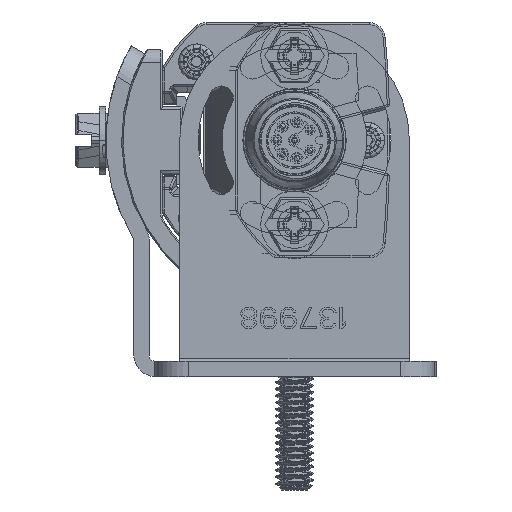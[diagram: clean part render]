
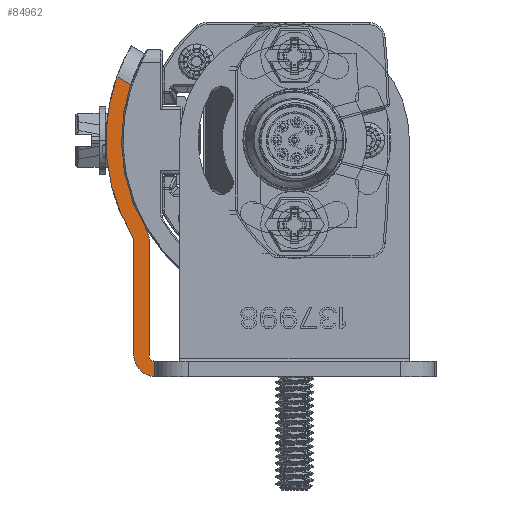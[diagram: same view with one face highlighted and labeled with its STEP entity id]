
A CAD part, front view. The second image highlights one B-rep face of the part: STEP entity #84962.
In plain terms, the highlighted face is planar.
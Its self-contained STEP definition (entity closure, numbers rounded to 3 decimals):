
#80261=DIRECTION('',(0.866,0.5,0.));
#80262=VECTOR('',#80261,2.341);
#80263=CARTESIAN_POINT('',(24.243,8.223,-15.));
#80264=LINE('',#80263,#80262);
#80265=CARTESIAN_POINT('',(0.,0.,-15.));
#80266=DIRECTION('',(0.,0.,-1.));
#80267=DIRECTION('',(0.947,0.321,0.));
#80268=AXIS2_PLACEMENT_3D('',#80265,#80266,#80267);
#80270=CARTESIAN_POINT('',(24.8,-14.838,-15.));
#80271=DIRECTION('',(0.,0.,-1.));
#80272=DIRECTION('',(-1.,0.,0.));
#80273=AXIS2_PLACEMENT_3D('',#80270,#80271,#80272);
#80275=DIRECTION('',(0.,-1.,0.));
#80276=VECTOR('',#80275,17.062);
#80277=CARTESIAN_POINT('',(21.5,-14.838,-15.));
#80278=LINE('',#80277,#80276);
#80279=DIRECTION('',(-1.,0.,0.));
#80280=VECTOR('',#80279,36.7);
#80281=CARTESIAN_POINT('',(20.7,-32.7,-15.));
#80282=LINE('',#80281,#80280);
#80283=DIRECTION('',(0.,1.,0.));
#80284=VECTOR('',#80283,2.3);
#80285=CARTESIAN_POINT('',(-16.,-35.,-15.));
#80286=LINE('',#80285,#80284);
#80287=DIRECTION('',(1.,0.,0.));
#80288=VECTOR('',#80287,36.5);
#80289=CARTESIAN_POINT('',(-16.,-35.,-15.));
#80290=LINE('',#80289,#80288);
#80291=CARTESIAN_POINT('',(20.5,-31.7,-15.));
#80292=DIRECTION('',(0.,0.,-1.));
#80293=DIRECTION('',(1.,0.,0.));
#80294=AXIS2_PLACEMENT_3D('',#80291,#80292,#80293);
#80296=DIRECTION('',(0.,1.,0.));
#80297=VECTOR('',#80296,16.917);
#80298=CARTESIAN_POINT('',(23.8,-31.7,-15.));
#80299=LINE('',#80298,#80297);
#80300=CARTESIAN_POINT('',(0.,0.,-15.));
#80301=DIRECTION('',(0.,0.,1.));
#80302=DIRECTION('',(0.857,-0.515,0.));
#80303=AXIS2_PLACEMENT_3D('',#80300,#80301,#80302);
#80317=CARTESIAN_POINT('',(26.271,9.394,-15.));
#80369=CARTESIAN_POINT('',(24.243,8.223,-15.));
#80429=CARTESIAN_POINT('',(24.6,-14.783,-15.));
#80430=DIRECTION('',(0.,0.,1.));
#80431=DIRECTION('',(-0.857,0.515,0.));
#80432=AXIS2_PLACEMENT_3D('',#80429,#80430,#80431);
#80599=CARTESIAN_POINT('',(20.7,-31.9,-15.));
#80600=DIRECTION('',(0.,0.,1.));
#80601=DIRECTION('',(0.,-1.,0.));
#80602=AXIS2_PLACEMENT_3D('',#80599,#80600,#80601);
#83797=CARTESIAN_POINT('',(23.914,-14.371,-15.));
#83799=VERTEX_POINT('',#83797);
#83801=CARTESIAN_POINT('',(23.8,-14.783,-15.));
#83803=VERTEX_POINT('',#83801);
#83805=CARTESIAN_POINT('',(20.7,-32.7,-15.));
#83807=VERTEX_POINT('',#83805);
#83809=CARTESIAN_POINT('',(21.5,-31.9,-15.));
#83811=VERTEX_POINT('',#83809);
#83813=CARTESIAN_POINT('',(23.8,-31.7,-15.));
#83814=CARTESIAN_POINT('',(20.5,-35.,-15.));
#83815=VERTEX_POINT('',#83813);
#83816=VERTEX_POINT('',#83814);
#83821=CARTESIAN_POINT('',(21.5,-14.838,-15.));
#83822=CARTESIAN_POINT('',(21.968,-13.144,-15.));
#83823=VERTEX_POINT('',#83821);
#83824=VERTEX_POINT('',#83822);
#83866=VERTEX_POINT('',#80317);
#83870=VERTEX_POINT('',#80369);
#83871=CARTESIAN_POINT('',(-16.,-32.7,-15.));
#83873=VERTEX_POINT('',#83871);
#83877=CARTESIAN_POINT('',(-16.,-35.,-15.));
#83878=VERTEX_POINT('',#83877);
#84931=CARTESIAN_POINT('',(0.,0.,-15.));
#84932=DIRECTION('',(0.,0.,1.));
#84933=DIRECTION('',(1.,0.,0.));
#84934=AXIS2_PLACEMENT_3D('',#84931,#84932,#84933);
#84935=PLANE('',#84934);
#84937=ORIENTED_EDGE('',*,*,#84936,.F.);
#84939=ORIENTED_EDGE('',*,*,#84938,.T.);
#84941=ORIENTED_EDGE('',*,*,#84940,.F.);
#84943=ORIENTED_EDGE('',*,*,#84942,.T.);
#84945=ORIENTED_EDGE('',*,*,#84944,.F.);
#84947=ORIENTED_EDGE('',*,*,#84946,.T.);
#84949=ORIENTED_EDGE('',*,*,#84948,.F.);
#84951=ORIENTED_EDGE('',*,*,#84950,.T.);
#84953=ORIENTED_EDGE('',*,*,#84952,.F.);
#84955=ORIENTED_EDGE('',*,*,#84954,.T.);
#84957=ORIENTED_EDGE('',*,*,#84956,.F.);
#84959=ORIENTED_EDGE('',*,*,#84958,.T.);
#84960=EDGE_LOOP('',(#84937,#84939,#84941,#84943,#84945,#84947,#84949,#84951,
#84953,#84955,#84957,#84959));
#84961=FACE_OUTER_BOUND('',#84960,.F.);
#84962=ADVANCED_FACE('',(#84961),#84935,.F.);
#80269=CIRCLE('',#80268,25.6);
#80274=CIRCLE('',#80273,3.3);
#80295=CIRCLE('',#80294,3.3);
#80304=CIRCLE('',#80303,27.9);
#80433=CIRCLE('',#80432,0.8);
#80603=CIRCLE('',#80602,0.8);
#84936=EDGE_CURVE('',#83870,#83866,#80264,.T.);
#84938=EDGE_CURVE('',#83870,#83824,#80269,.T.);
#84940=EDGE_CURVE('',#83823,#83824,#80274,.T.);
#84942=EDGE_CURVE('',#83823,#83811,#80278,.T.);
#84944=EDGE_CURVE('',#83807,#83811,#80603,.T.);
#84946=EDGE_CURVE('',#83807,#83873,#80282,.T.);
#84948=EDGE_CURVE('',#83878,#83873,#80286,.T.);
#84950=EDGE_CURVE('',#83878,#83816,#80290,.T.);
#84952=EDGE_CURVE('',#83815,#83816,#80295,.T.);
#84954=EDGE_CURVE('',#83815,#83803,#80299,.T.);
#84956=EDGE_CURVE('',#83799,#83803,#80433,.T.);
#84958=EDGE_CURVE('',#83799,#83866,#80304,.T.);
